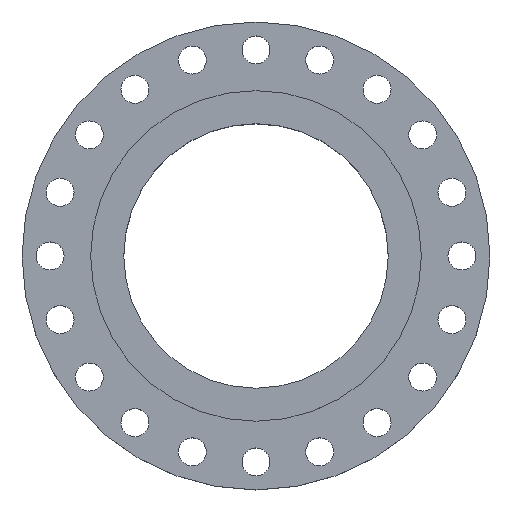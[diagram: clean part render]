
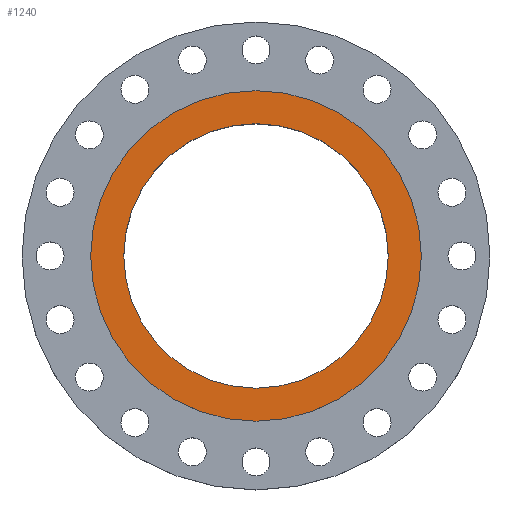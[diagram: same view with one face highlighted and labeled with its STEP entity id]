
A CAD part, top view. The second image highlights one B-rep face of the part: STEP entity #1240.
In plain terms, the highlighted planar face has unit normal (0, 0, 1).
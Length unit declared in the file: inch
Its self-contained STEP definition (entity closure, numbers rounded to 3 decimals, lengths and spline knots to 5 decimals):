
#5 = DIRECTION ( 'NONE',  ( 1., 0., 0. ) ) ;
#104 = CIRCLE ( 'NONE', #1083, 6.5 ) ;
#154 = AXIS2_PLACEMENT_3D ( 'NONE', #1910, #820, #5 ) ;
#189 = EDGE_CURVE ( 'NONE', #1295, #1319, #1244, .T. ) ;
#207 = DIRECTION ( 'NONE',  ( 1., 0., 0. ) ) ;
#220 = DIRECTION ( 'NONE',  ( 0., 0., 1. ) ) ;
#231 = CARTESIAN_POINT ( 'NONE',  ( -8.125, 0., 0. ) ) ;
#274 = ORIENTED_EDGE ( 'NONE', *, *, #1881, .T. ) ;
#293 = FACE_BOUND ( 'NONE', #1265, .T. ) ;
#302 = ORIENTED_EDGE ( 'NONE', *, *, #189, .T. ) ;
#472 = DIRECTION ( 'NONE',  ( 1., 0., 0. ) ) ;
#564 = CARTESIAN_POINT ( 'NONE',  ( 0., 0., 0. ) ) ;
#577 = CARTESIAN_POINT ( 'NONE',  ( 0., 0., 0. ) ) ;
#609 = ORIENTED_EDGE ( 'NONE', *, *, #1930, .F. ) ;
#820 = DIRECTION ( 'NONE',  ( 0., 0., 1. ) ) ;
#930 = PLANE ( 'NONE',  #1841 ) ;
#982 = EDGE_CURVE ( 'NONE', #1677, #1454, #1729, .T. ) ;
#1083 = AXIS2_PLACEMENT_3D ( 'NONE', #1730, #1886, #472 ) ;
#1089 = DIRECTION ( 'NONE',  ( 0., 0., -1. ) ) ;
#1177 = DIRECTION ( 'NONE',  ( 1., 0., 0. ) ) ;
#1240 = ADVANCED_FACE ( 'NONE', ( #293, #2037 ), #930, .F. ) ;
#1244 = CIRCLE ( 'NONE', #1278, 8.125 ) ;
#1265 = EDGE_LOOP ( 'NONE', ( #609, #1303 ) ) ;
#1278 = AXIS2_PLACEMENT_3D ( 'NONE', #564, #220, #1177 ) ;
#1286 = CIRCLE ( 'NONE', #154, 8.125 ) ;
#1295 = VERTEX_POINT ( 'NONE', #1464 ) ;
#1303 = ORIENTED_EDGE ( 'NONE', *, *, #982, .F. ) ;
#1319 = VERTEX_POINT ( 'NONE', #231 ) ;
#1454 = VERTEX_POINT ( 'NONE', #1811 ) ;
#1464 = CARTESIAN_POINT ( 'NONE',  ( 8.125, 0., 0. ) ) ;
#1485 = DIRECTION ( 'NONE',  ( 0., 0., 1. ) ) ;
#1555 = DIRECTION ( 'NONE',  ( -1., 0., 0. ) ) ;
#1677 = VERTEX_POINT ( 'NONE', #1794 ) ;
#1706 = EDGE_LOOP ( 'NONE', ( #302, #274 ) ) ;
#1729 = CIRCLE ( 'NONE', #1764, 6.5 ) ;
#1730 = CARTESIAN_POINT ( 'NONE',  ( 0., 0., 0. ) ) ;
#1764 = AXIS2_PLACEMENT_3D ( 'NONE', #577, #1485, #207 ) ;
#1794 = CARTESIAN_POINT ( 'NONE',  ( -6.5, 0., 0. ) ) ;
#1811 = CARTESIAN_POINT ( 'NONE',  ( 6.5, 0., 0. ) ) ;
#1841 = AXIS2_PLACEMENT_3D ( 'NONE', #2006, #1089, #1555 ) ;
#1881 = EDGE_CURVE ( 'NONE', #1319, #1295, #1286, .T. ) ;
#1886 = DIRECTION ( 'NONE',  ( 0., 0., 1. ) ) ;
#1910 = CARTESIAN_POINT ( 'NONE',  ( 0., 0., 0. ) ) ;
#1930 = EDGE_CURVE ( 'NONE', #1454, #1677, #104, .T. ) ;
#2006 = CARTESIAN_POINT ( 'NONE',  ( 0., 6.5, 0. ) ) ;
#2037 = FACE_OUTER_BOUND ( 'NONE', #1706, .T. ) ;
